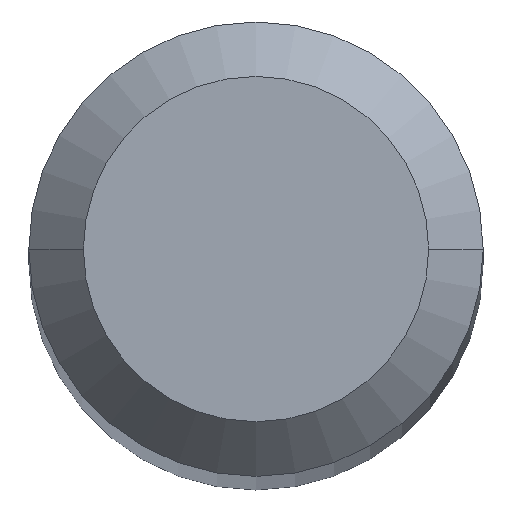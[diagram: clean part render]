
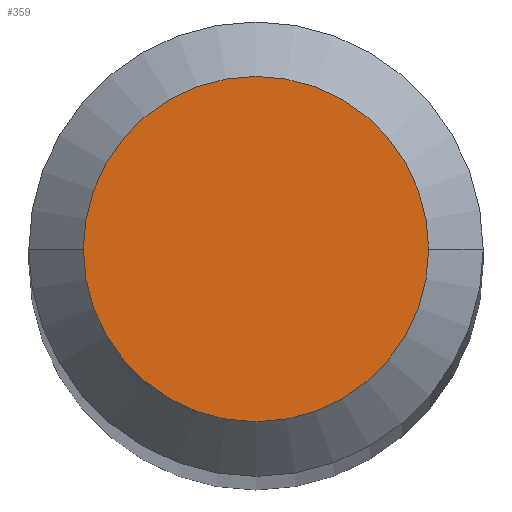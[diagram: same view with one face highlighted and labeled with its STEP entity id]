
A CAD part, top view. The second image highlights one B-rep face of the part: STEP entity #359.
In plain terms, the highlighted planar face has unit normal (0, 0, 1).
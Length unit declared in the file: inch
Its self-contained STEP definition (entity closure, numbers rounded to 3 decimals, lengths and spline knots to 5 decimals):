
#35 = DIRECTION ( 'NONE',  ( 1., 0., 0. ) ) ;
#45 = PLANE ( 'NONE',  #437 ) ;
#54 = DIRECTION ( 'NONE',  ( 1., 0., 0. ) ) ;
#71 = ORIENTED_EDGE ( 'NONE', *, *, #328, .T. ) ;
#73 = DIRECTION ( 'NONE',  ( 0., 0., 1. ) ) ;
#81 = EDGE_CURVE ( 'NONE', #286, #208, #361, .T. ) ;
#86 = DIRECTION ( 'NONE',  ( 0., 0., 1. ) ) ;
#110 = DIRECTION ( 'NONE',  ( -1., 0., 0. ) ) ;
#155 = CARTESIAN_POINT ( 'NONE',  ( 0., 0., 0. ) ) ;
#201 = CIRCLE ( 'NONE', #270, 0.0475 ) ;
#208 = VERTEX_POINT ( 'NONE', #227 ) ;
#211 = AXIS2_PLACEMENT_3D ( 'NONE', #271, #86, #54 ) ;
#227 = CARTESIAN_POINT ( 'NONE',  ( -0.0475, 0., 0. ) ) ;
#254 = ORIENTED_EDGE ( 'NONE', *, *, #81, .T. ) ;
#270 = AXIS2_PLACEMENT_3D ( 'NONE', #155, #73, #35 ) ;
#271 = CARTESIAN_POINT ( 'NONE',  ( 0., 0., 0. ) ) ;
#286 = VERTEX_POINT ( 'NONE', #440 ) ;
#328 = EDGE_CURVE ( 'NONE', #208, #286, #201, .T. ) ;
#333 = DIRECTION ( 'NONE',  ( 0., 0., -1. ) ) ;
#359 = ADVANCED_FACE ( 'NONE', ( #442 ), #45, .F. ) ;
#361 = CIRCLE ( 'NONE', #211, 0.0475 ) ;
#382 = EDGE_LOOP ( 'NONE', ( #71, #254 ) ) ;
#437 = AXIS2_PLACEMENT_3D ( 'NONE', #445, #333, #110 ) ;
#440 = CARTESIAN_POINT ( 'NONE',  ( 0.0475, 0., 0. ) ) ;
#442 = FACE_OUTER_BOUND ( 'NONE', #382, .T. ) ;
#445 = CARTESIAN_POINT ( 'NONE',  ( 0., 0.0475, 0. ) ) ;
